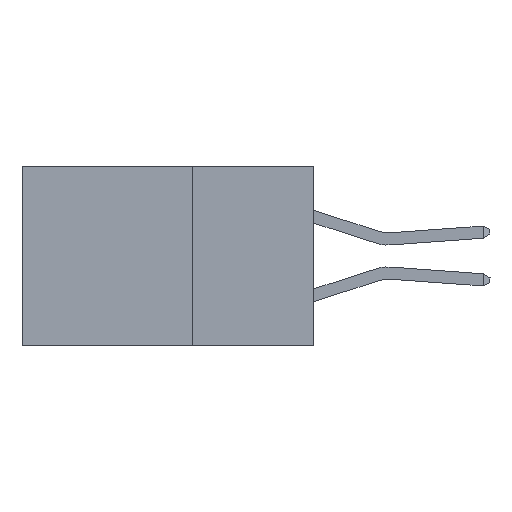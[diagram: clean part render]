
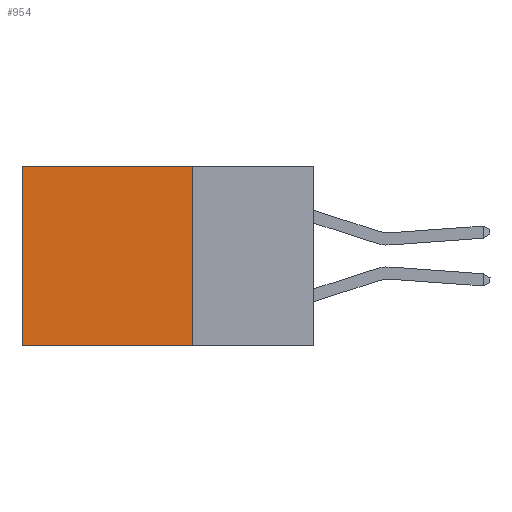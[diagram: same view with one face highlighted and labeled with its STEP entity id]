
A CAD part, left-side view. The second image highlights one B-rep face of the part: STEP entity #954.
In plain terms, the highlighted planar face has unit normal (-1, 0, 0).
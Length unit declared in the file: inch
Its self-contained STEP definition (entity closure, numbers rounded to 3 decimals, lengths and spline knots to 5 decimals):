
#316 = ORIENTED_EDGE ( 'NONE', *, *, #8691, .F. ) ;
#853 = VECTOR ( 'NONE', #2310, 39.37008 ) ;
#950 = VERTEX_POINT ( 'NONE', #10649 ) ;
#954 = ADVANCED_FACE ( 'NONE', ( #12353 ), #12211, .F. ) ;
#1382 = VECTOR ( 'NONE', #2153, 39.37008 ) ;
#1696 = EDGE_LOOP ( 'NONE', ( #12384, #2969, #316, #11496 ) ) ;
#2153 = DIRECTION ( 'NONE',  ( 0., 0., -1. ) ) ;
#2190 = AXIS2_PLACEMENT_3D ( 'NONE', #9253, #3475, #9076 ) ;
#2310 = DIRECTION ( 'NONE',  ( 0., 1., 0. ) ) ;
#2377 = CARTESIAN_POINT ( 'NONE',  ( 0.2875, 0.25, -0.37 ) ) ;
#2535 = EDGE_CURVE ( 'NONE', #4192, #950, #11534, .T. ) ;
#2749 = CARTESIAN_POINT ( 'NONE',  ( 0.2875, 0.6, 0. ) ) ;
#2902 = CARTESIAN_POINT ( 'NONE',  ( 0.2875, 0.25, 0. ) ) ;
#2969 = ORIENTED_EDGE ( 'NONE', *, *, #3293, .F. ) ;
#3293 = EDGE_CURVE ( 'NONE', #10011, #4605, #8765, .T. ) ;
#3475 = DIRECTION ( 'NONE',  ( 1., 0., 0. ) ) ;
#3640 = CARTESIAN_POINT ( 'NONE',  ( 0.2875, 0.25, 0. ) ) ;
#4192 = VERTEX_POINT ( 'NONE', #10708 ) ;
#4233 = EDGE_CURVE ( 'NONE', #950, #4605, #6925, .T. ) ;
#4605 = VERTEX_POINT ( 'NONE', #5659 ) ;
#5659 = CARTESIAN_POINT ( 'NONE',  ( 0.2875, 0.6, -0.37 ) ) ;
#6684 = CARTESIAN_POINT ( 'NONE',  ( 0.2875, 0.25, -0.37 ) ) ;
#6925 = LINE ( 'NONE', #2749, #1382 ) ;
#7188 = DIRECTION ( 'NONE',  ( 0., 0., -1. ) ) ;
#8691 = EDGE_CURVE ( 'NONE', #4192, #10011, #10723, .T. ) ;
#8765 = LINE ( 'NONE', #2377, #853 ) ;
#9076 = DIRECTION ( 'NONE',  ( 0., 0., -1. ) ) ;
#9085 = VECTOR ( 'NONE', #9267, 39.37008 ) ;
#9253 = CARTESIAN_POINT ( 'NONE',  ( 0.2875, 0.25, 0. ) ) ;
#9267 = DIRECTION ( 'NONE',  ( 0., 1., 0. ) ) ;
#10011 = VERTEX_POINT ( 'NONE', #6684 ) ;
#10649 = CARTESIAN_POINT ( 'NONE',  ( 0.2875, 0.6, 0. ) ) ;
#10708 = CARTESIAN_POINT ( 'NONE',  ( 0.2875, 0.25, 0. ) ) ;
#10723 = LINE ( 'NONE', #2902, #12868 ) ;
#11496 = ORIENTED_EDGE ( 'NONE', *, *, #2535, .T. ) ;
#11534 = LINE ( 'NONE', #3640, #9085 ) ;
#12211 = PLANE ( 'NONE',  #2190 ) ;
#12353 = FACE_OUTER_BOUND ( 'NONE', #1696, .T. ) ;
#12384 = ORIENTED_EDGE ( 'NONE', *, *, #4233, .T. ) ;
#12868 = VECTOR ( 'NONE', #7188, 39.37008 ) ;
